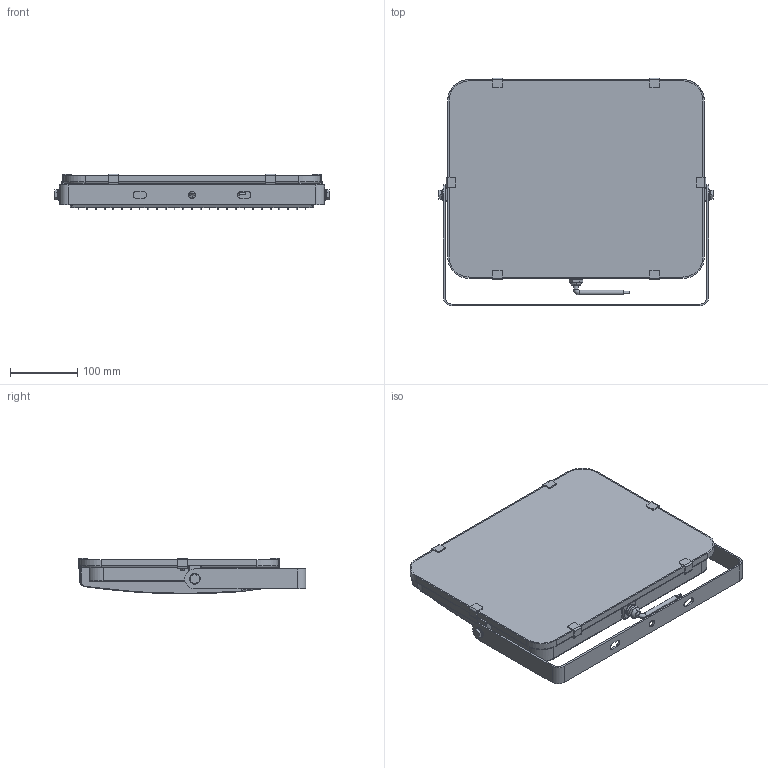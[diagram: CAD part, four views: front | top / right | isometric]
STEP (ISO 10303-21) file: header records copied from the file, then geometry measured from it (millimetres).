
FILE_DESCRIPTION (( 'STEP AP203' ), '1' );
FILE_NAME ('LPDO701-200-K03 Ïðîæåêòîð ÑÄÎ 07-200 ñâåòîäèîäíûé ñåðûé IP65 IEK.STEP', '2018-03-20T12:30:42', ( '' ), ( '' ), 'SwSTEP 2.0', 'SolidWorks 2014', '' );
FILE_SCHEMA (( 'CONFIG_CONTROL_DESIGN' ));
Length unit declared in the file: millimetre
Products named in the file (2): LPDO701-200-K03 Ïðîæåêòîð ÑÄÎ 07-200 ñâåòîäèîäíûé ñåðûé IP65 IEK
Bounding box: 408 x 339.2 x 53 mm (x, y, z)
Volume: 1132703.7 mm3; surface area: 1103845.7 mm2
Topology: 22 solids, 22 shells, 976 faces, 2535 edges, 1620 vertices
Faces by surface type: plane 450, cylinder 339, bspline 157, torus 18, sphere 12
Entity records: 33483 total; most frequent: CARTESIAN_POINT 11086, ORIENTED_EDGE 5070, DIRECTION 4217, EDGE_CURVE 2535, VERTEX_POINT 1620, AXIS2_PLACEMENT_3D 1434, LINE 1349, VECTOR 1349
